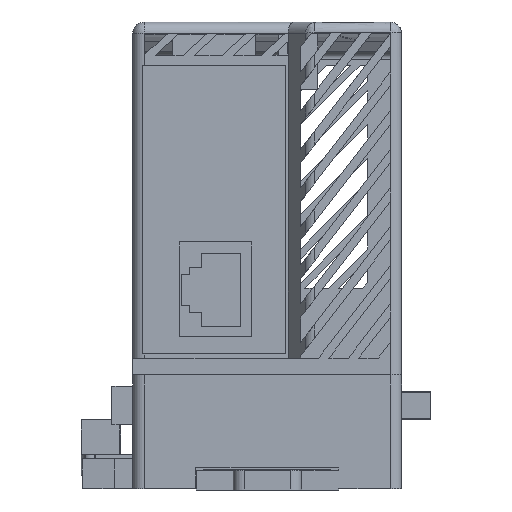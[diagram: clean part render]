
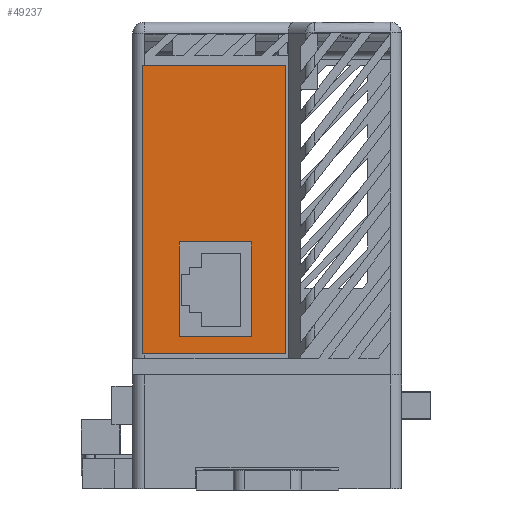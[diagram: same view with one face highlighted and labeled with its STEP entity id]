
A CAD part, front view. The second image highlights one B-rep face of the part: STEP entity #49237.
In plain terms, the highlighted planar face has unit normal (0, -1, 0).
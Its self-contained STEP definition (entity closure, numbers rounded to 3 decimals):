
#993 = VECTOR ( 'NONE', #44121, 1000. ) ;
#1581 = CARTESIAN_POINT ( 'NONE',  ( 1.75, 5.25, 3.75 ) ) ;
#1770 = VERTEX_POINT ( 'NONE', #37402 ) ;
#2053 = ORIENTED_EDGE ( 'NONE', *, *, #40043, .T. ) ;
#2432 = AXIS2_PLACEMENT_3D ( 'NONE', #42759, #19042, #46787 ) ;
#2435 = CARTESIAN_POINT ( 'NONE',  ( 1.75, 5.25, 3.75 ) ) ;
#3041 = PLANE ( 'NONE',  #2432 ) ;
#3239 = DIRECTION ( 'NONE',  ( 0., 0., -1. ) ) ;
#3251 = EDGE_CURVE ( 'NONE', #42658, #10623, #22373, .T. ) ;
#4027 = DIRECTION ( 'NONE',  ( 0., 0., 1. ) ) ;
#4760 = CARTESIAN_POINT ( 'NONE',  ( 1.75, 5.25, 55.25 ) ) ;
#5119 = LINE ( 'NONE', #27041, #26256 ) ;
#5636 = CARTESIAN_POINT ( 'NONE',  ( 27.25, 5.25, 3.75 ) ) ;
#6743 = CARTESIAN_POINT ( 'NONE',  ( 21.187, 5.25, 23.75 ) ) ;
#7327 = VECTOR ( 'NONE', #33336, 1000. ) ;
#10623 = VERTEX_POINT ( 'NONE', #11735 ) ;
#10913 = DIRECTION ( 'NONE',  ( 1., 0., 0. ) ) ;
#11735 = CARTESIAN_POINT ( 'NONE',  ( 21.187, 5.25, 6.85 ) ) ;
#12829 = LINE ( 'NONE', #15898, #993 ) ;
#13487 = VECTOR ( 'NONE', #35909, 1000. ) ;
#13999 = ORIENTED_EDGE ( 'NONE', *, *, #17697, .F. ) ;
#14632 = VERTEX_POINT ( 'NONE', #49894 ) ;
#14779 = ORIENTED_EDGE ( 'NONE', *, *, #40208, .T. ) ;
#15156 = CARTESIAN_POINT ( 'NONE',  ( 8.25, 5.25, 23.75 ) ) ;
#15301 = ORIENTED_EDGE ( 'NONE', *, *, #3251, .F. ) ;
#15898 = CARTESIAN_POINT ( 'NONE',  ( 21.187, 5.25, 23.75 ) ) ;
#15993 = FACE_OUTER_BOUND ( 'NONE', #21189, .T. ) ;
#16273 = VECTOR ( 'NONE', #23099, 1000. ) ;
#17697 = EDGE_CURVE ( 'NONE', #44287, #25845, #37363, .T. ) ;
#19042 = DIRECTION ( 'NONE',  ( 0., 1., 0. ) ) ;
#21129 = ORIENTED_EDGE ( 'NONE', *, *, #36229, .F. ) ;
#21189 = EDGE_LOOP ( 'NONE', ( #48816, #2053, #48400, #14779 ) ) ;
#22373 = LINE ( 'NONE', #42660, #43451 ) ;
#22751 = EDGE_CURVE ( 'NONE', #47059, #14632, #38291, .T. ) ;
#23099 = DIRECTION ( 'NONE',  ( -1., 0., 0. ) ) ;
#23158 = VECTOR ( 'NONE', #50009, 1000. ) ;
#24681 = CARTESIAN_POINT ( 'NONE',  ( 8.25, 5.25, 23.75 ) ) ;
#25845 = VERTEX_POINT ( 'NONE', #24681 ) ;
#26256 = VECTOR ( 'NONE', #3239, 1000. ) ;
#26557 = FACE_BOUND ( 'NONE', #34686, .T. ) ;
#27041 = CARTESIAN_POINT ( 'NONE',  ( 8.25, 5.25, 23.75 ) ) ;
#27737 = VECTOR ( 'NONE', #4027, 1000. ) ;
#29923 = CARTESIAN_POINT ( 'NONE',  ( 8.25, 5.25, 6.85 ) ) ;
#31900 = CARTESIAN_POINT ( 'NONE',  ( 1.75, 5.25, 55.25 ) ) ;
#33307 = LINE ( 'NONE', #31900, #13487 ) ;
#33336 = DIRECTION ( 'NONE',  ( 1., 0., 0. ) ) ;
#34686 = EDGE_LOOP ( 'NONE', ( #39807, #15301, #21129, #13999 ) ) ;
#34962 = LINE ( 'NONE', #2435, #23158 ) ;
#35113 = EDGE_CURVE ( 'NONE', #10623, #44287, #12829, .T. ) ;
#35909 = DIRECTION ( 'NONE',  ( -1., 0., 0. ) ) ;
#36229 = EDGE_CURVE ( 'NONE', #25845, #42658, #5119, .T. ) ;
#37363 = LINE ( 'NONE', #15156, #16273 ) ;
#37402 = CARTESIAN_POINT ( 'NONE',  ( 1.75, 5.25, 3.75 ) ) ;
#38291 = LINE ( 'NONE', #47598, #27737 ) ;
#39807 = ORIENTED_EDGE ( 'NONE', *, *, #35113, .F. ) ;
#40043 = EDGE_CURVE ( 'NONE', #1770, #47059, #49518, .T. ) ;
#40208 = EDGE_CURVE ( 'NONE', #14632, #47907, #33307, .T. ) ;
#42658 = VERTEX_POINT ( 'NONE', #29923 ) ;
#42660 = CARTESIAN_POINT ( 'NONE',  ( 8.25, 5.25, 6.85 ) ) ;
#42759 = CARTESIAN_POINT ( 'NONE',  ( 1.75, 5.25, 55.25 ) ) ;
#43451 = VECTOR ( 'NONE', #10913, 1000. ) ;
#44121 = DIRECTION ( 'NONE',  ( 0., 0., 1. ) ) ;
#44287 = VERTEX_POINT ( 'NONE', #6743 ) ;
#46787 = DIRECTION ( 'NONE',  ( 0., 0., 1. ) ) ;
#47059 = VERTEX_POINT ( 'NONE', #5636 ) ;
#47586 = EDGE_CURVE ( 'NONE', #47907, #1770, #34962, .T. ) ;
#47598 = CARTESIAN_POINT ( 'NONE',  ( 27.25, 5.25, 3.75 ) ) ;
#47907 = VERTEX_POINT ( 'NONE', #4760 ) ;
#48400 = ORIENTED_EDGE ( 'NONE', *, *, #22751, .T. ) ;
#48816 = ORIENTED_EDGE ( 'NONE', *, *, #47586, .T. ) ;
#49237 = ADVANCED_FACE ( 'NONE', ( #26557, #15993 ), #3041, .F. ) ;
#49518 = LINE ( 'NONE', #1581, #7327 ) ;
#49894 = CARTESIAN_POINT ( 'NONE',  ( 27.25, 5.25, 55.25 ) ) ;
#50009 = DIRECTION ( 'NONE',  ( 0., 0., -1. ) ) ;
